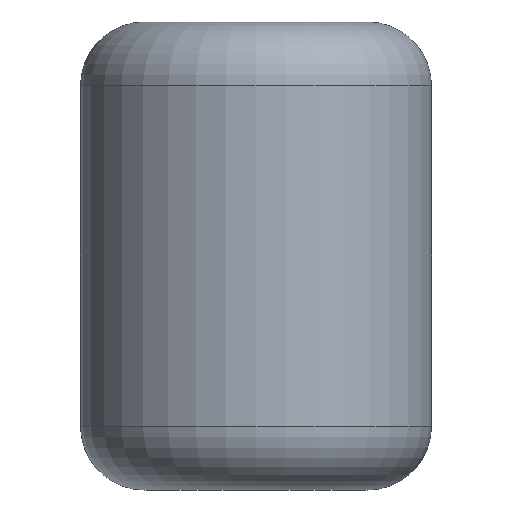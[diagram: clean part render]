
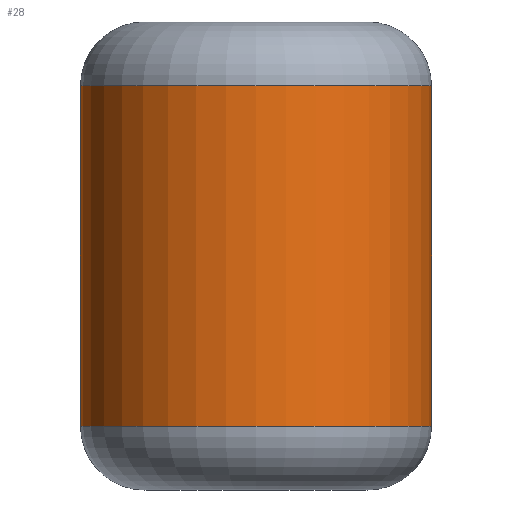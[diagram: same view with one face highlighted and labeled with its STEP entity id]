
A CAD part, front view. The second image highlights one B-rep face of the part: STEP entity #28.
In plain terms, the highlighted cylindrical face has radius 8.25 mm (diameter 16.5 mm), a partial arc.
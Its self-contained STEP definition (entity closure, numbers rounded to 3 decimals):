
#3 = DIRECTION ( 'NONE',  ( 0., 0., 1. ) ) ;
#15 = VERTEX_POINT ( 'NONE', #18 ) ;
#16 = DIRECTION ( 'NONE',  ( 0., 0., -1. ) ) ;
#18 = CARTESIAN_POINT ( 'NONE',  ( 8.25, 0., 3. ) ) ;
#28 = ADVANCED_FACE ( 'NONE', ( #212 ), #196, .T. ) ;
#34 = EDGE_CURVE ( 'NONE', #47, #118, #213, .T. ) ;
#47 = VERTEX_POINT ( 'NONE', #162 ) ;
#53 = AXIS2_PLACEMENT_3D ( 'NONE', #76, #165, #132 ) ;
#54 = CARTESIAN_POINT ( 'NONE',  ( 0., 0., 22. ) ) ;
#59 = VECTOR ( 'NONE', #195, 1000. ) ;
#62 = EDGE_CURVE ( 'NONE', #118, #15, #129, .T. ) ;
#71 = EDGE_LOOP ( 'NONE', ( #102, #170, #205, #137 ) ) ;
#76 = CARTESIAN_POINT ( 'NONE',  ( 0., 0., 19. ) ) ;
#93 = VECTOR ( 'NONE', #131, 1000. ) ;
#97 = CARTESIAN_POINT ( 'NONE',  ( 8.25, 0., 22. ) ) ;
#102 = ORIENTED_EDGE ( 'NONE', *, *, #216, .F. ) ;
#117 = AXIS2_PLACEMENT_3D ( 'NONE', #54, #16, #177 ) ;
#118 = VERTEX_POINT ( 'NONE', #145 ) ;
#129 = CIRCLE ( 'NONE', #183, 8.25 ) ;
#131 = DIRECTION ( 'NONE',  ( 0., 0., -1. ) ) ;
#132 = DIRECTION ( 'NONE',  ( 1., 0., 0. ) ) ;
#137 = ORIENTED_EDGE ( 'NONE', *, *, #62, .T. ) ;
#144 = EDGE_CURVE ( 'NONE', #225, #47, #211, .T. ) ;
#145 = CARTESIAN_POINT ( 'NONE',  ( -8.25, 0., 3. ) ) ;
#162 = CARTESIAN_POINT ( 'NONE',  ( -8.25, 0., 19. ) ) ;
#165 = DIRECTION ( 'NONE',  ( 0., 0., -1. ) ) ;
#170 = ORIENTED_EDGE ( 'NONE', *, *, #144, .T. ) ;
#177 = DIRECTION ( 'NONE',  ( -1., 0., 0. ) ) ;
#179 = CARTESIAN_POINT ( 'NONE',  ( 0., 0., 3. ) ) ;
#182 = LINE ( 'NONE', #97, #93 ) ;
#183 = AXIS2_PLACEMENT_3D ( 'NONE', #179, #3, #192 ) ;
#192 = DIRECTION ( 'NONE',  ( 1., 0., 0. ) ) ;
#195 = DIRECTION ( 'NONE',  ( 0., 0., -1. ) ) ;
#196 = CYLINDRICAL_SURFACE ( 'NONE', #117, 8.25 ) ;
#205 = ORIENTED_EDGE ( 'NONE', *, *, #34, .T. ) ;
#211 = CIRCLE ( 'NONE', #53, 8.25 ) ;
#212 = FACE_OUTER_BOUND ( 'NONE', #71, .T. ) ;
#213 = LINE ( 'NONE', #229, #59 ) ;
#216 = EDGE_CURVE ( 'NONE', #225, #15, #182, .T. ) ;
#221 = CARTESIAN_POINT ( 'NONE',  ( 8.25, 0., 19. ) ) ;
#225 = VERTEX_POINT ( 'NONE', #221 ) ;
#229 = CARTESIAN_POINT ( 'NONE',  ( -8.25, 0., 22. ) ) ;
